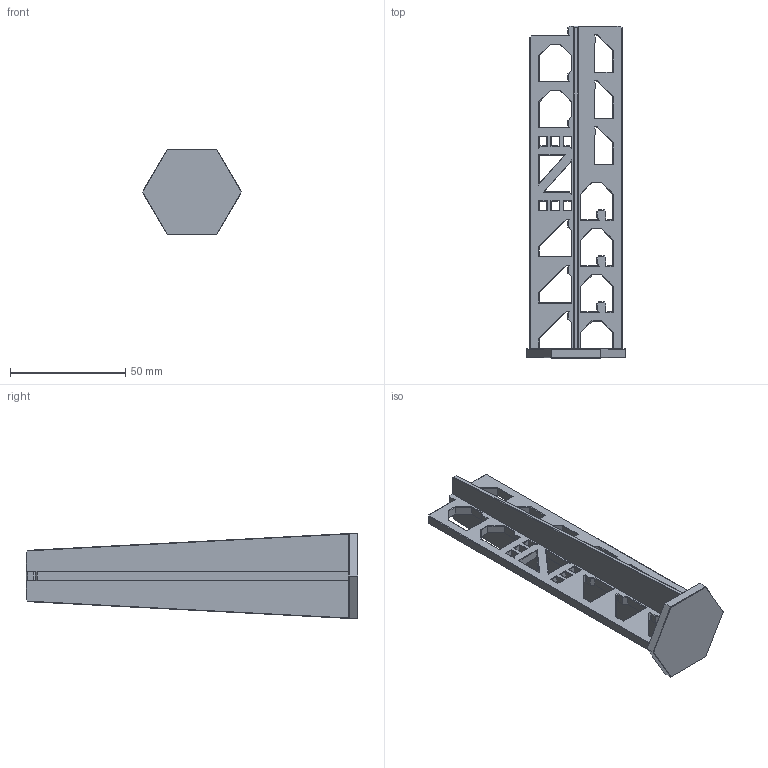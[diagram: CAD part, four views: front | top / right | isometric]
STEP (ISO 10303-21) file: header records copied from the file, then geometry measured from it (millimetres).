
FILE_DESCRIPTION(/* description */ (''),/* implementation_level */ '2;1');
FILE_NAME(/* name */ 'Calitower Z Flex.step',/* time_stamp */ '2026-02-13T21:06:40+01:00',/* author */ (''),/* organization */ (''),/* preprocessor_version */ 'ST-DEVELOPER v20.1',/* originating_system */ 'Autodesk Translation Framework v14.24.0.0',/* authorisation */ '');
FILE_SCHEMA (('AUTOMOTIVE_DESIGN { 1 0 10303 214 3 1 1 }'));
Length unit declared in the file: millimetre
Products named in the file (1): Calitower Z Flex
Bounding box: 43 x 144 x 37.24 mm (x, y, z)
Volume: 24003 mm3; surface area: 21684.8 mm2
Topology: 1 solids, 1 shells, 554 faces, 1315 edges, 759 vertices
Faces by surface type: plane 554
Entity records: 15275 total; most frequent: ORIENTED_EDGE 2630, CARTESIAN_POINT 2629, DIRECTION 2425, LINE 1315, VECTOR 1315, EDGE_CURVE 1315, VERTEX_POINT 759, EDGE_LOOP 590
